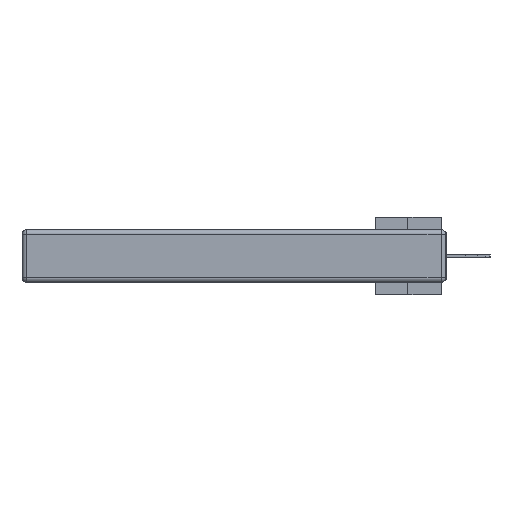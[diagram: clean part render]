
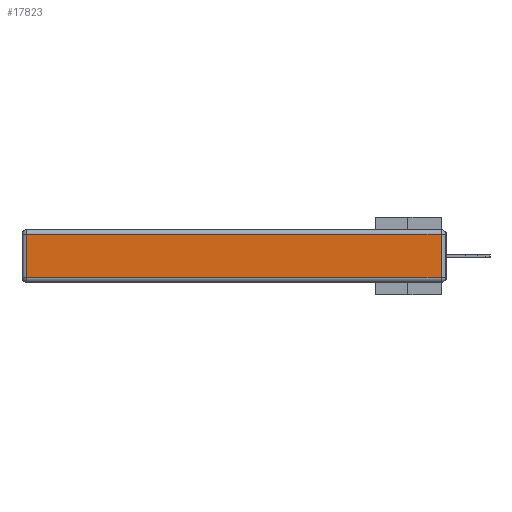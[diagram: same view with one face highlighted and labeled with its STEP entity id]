
A CAD part, left-side view. The second image highlights one B-rep face of the part: STEP entity #17823.
In plain terms, the highlighted planar face has unit normal (-1, 0, 0).
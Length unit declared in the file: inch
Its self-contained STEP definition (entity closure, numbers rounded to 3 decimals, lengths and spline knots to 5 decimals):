
#3114 = CARTESIAN_POINT ( 'NONE',  ( 0., 2.72, -0.313 ) ) ;
#3526 = VERTEX_POINT ( 'NONE', #12595 ) ;
#4893 = EDGE_CURVE ( 'NONE', #26094, #14269, #26178, .T. ) ;
#6481 = EDGE_CURVE ( 'NONE', #21113, #3526, #31391, .T. ) ;
#6950 = CARTESIAN_POINT ( 'NONE',  ( 0., 2.72, -0.03 ) ) ;
#7243 = DIRECTION ( 'NONE',  ( 0., 0., 1. ) ) ;
#7791 = CARTESIAN_POINT ( 'NONE',  ( 0., 2.75, -0.03 ) ) ;
#8108 = ORIENTED_EDGE ( 'NONE', *, *, #4893, .T. ) ;
#8159 = CARTESIAN_POINT ( 'NONE',  ( 0., 0., -0.313 ) ) ;
#11578 = CARTESIAN_POINT ( 'NONE',  ( 0., 0.03, -0.343 ) ) ;
#12595 = CARTESIAN_POINT ( 'NONE',  ( 0., 0.03, -0.03 ) ) ;
#13335 = PLANE ( 'NONE',  #36595 ) ;
#13539 = FACE_OUTER_BOUND ( 'NONE', #38977, .T. ) ;
#13952 = DIRECTION ( 'NONE',  ( -1., 0., 0. ) ) ;
#14269 = VERTEX_POINT ( 'NONE', #3114 ) ;
#15405 = EDGE_CURVE ( 'NONE', #14269, #21113, #21344, .T. ) ;
#17823 = ADVANCED_FACE ( 'NONE', ( #13539 ), #13335, .T. ) ;
#20247 = VECTOR ( 'NONE', #26827, 39.37008 ) ;
#20734 = DIRECTION ( 'NONE',  ( 0., -1., 0. ) ) ;
#21113 = VERTEX_POINT ( 'NONE', #32657 ) ;
#21344 = LINE ( 'NONE', #8159, #25920 ) ;
#24525 = DIRECTION ( 'NONE',  ( 0., 0., 1. ) ) ;
#25920 = VECTOR ( 'NONE', #20734, 39.37008 ) ;
#26094 = VERTEX_POINT ( 'NONE', #6950 ) ;
#26178 = LINE ( 'NONE', #32227, #38646 ) ;
#26691 = CARTESIAN_POINT ( 'NONE',  ( 0., 0., -0.343 ) ) ;
#26827 = DIRECTION ( 'NONE',  ( 0., 1., 0. ) ) ;
#27975 = ORIENTED_EDGE ( 'NONE', *, *, #28507, .T. ) ;
#28507 = EDGE_CURVE ( 'NONE', #3526, #26094, #36213, .T. ) ;
#31391 = LINE ( 'NONE', #11578, #33775 ) ;
#32227 = CARTESIAN_POINT ( 'NONE',  ( 0., 2.72, -0.343 ) ) ;
#32657 = CARTESIAN_POINT ( 'NONE',  ( 0., 0.03, -0.313 ) ) ;
#33775 = VECTOR ( 'NONE', #24525, 39.37008 ) ;
#34539 = ORIENTED_EDGE ( 'NONE', *, *, #6481, .T. ) ;
#34965 = ORIENTED_EDGE ( 'NONE', *, *, #15405, .T. ) ;
#36213 = LINE ( 'NONE', #7791, #20247 ) ;
#36595 = AXIS2_PLACEMENT_3D ( 'NONE', #26691, #13952, #7243 ) ;
#38646 = VECTOR ( 'NONE', #38898, 39.37008 ) ;
#38898 = DIRECTION ( 'NONE',  ( 0., 0., -1. ) ) ;
#38977 = EDGE_LOOP ( 'NONE', ( #34965, #34539, #27975, #8108 ) ) ;
